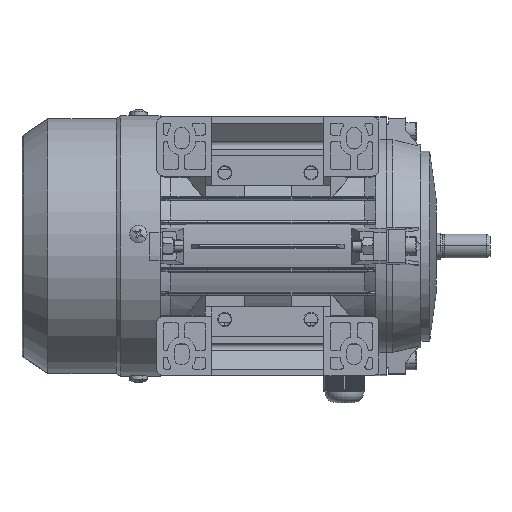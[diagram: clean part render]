
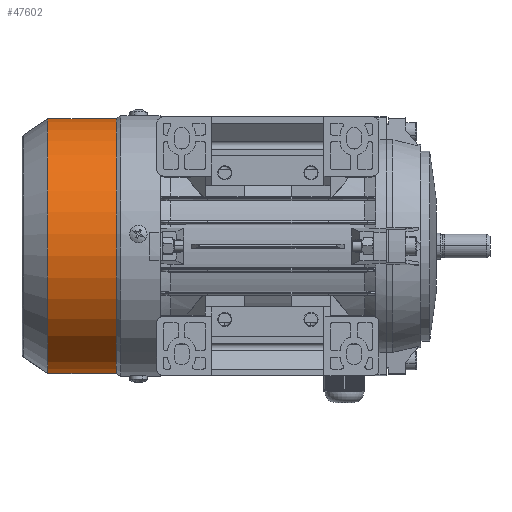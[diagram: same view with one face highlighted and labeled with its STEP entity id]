
A CAD part, front view. The second image highlights one B-rep face of the part: STEP entity #47602.
In plain terms, the highlighted cylindrical face has radius 59.3 mm (diameter 118.6 mm), a partial arc.
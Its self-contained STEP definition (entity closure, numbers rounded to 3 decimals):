
#45594 = VERTEX_POINT ( 'NONE', #56827 ) ;
#45595 = VERTEX_POINT ( 'NONE', #56825 ) ;
#45681 = EDGE_CURVE ( 'NONE', #45595, #45713, #57130, .T. ) ;
#45686 = EDGE_CURVE ( 'NONE', #45594, #45712, #57123, .T. ) ;
#45712 = VERTEX_POINT ( 'NONE', #57196 ) ;
#45713 = VERTEX_POINT ( 'NONE', #57195 ) ;
#47583 = ORIENTED_EDGE ( 'NONE', *, *, #47584, .F. ) ;
#47584 = EDGE_CURVE ( 'NONE', #45713, #45712, #61704, .T. ) ;
#47601 = EDGE_CURVE ( 'NONE', #45595, #45594, #61769, .T. ) ;
#47602 = ADVANCED_FACE ( 'NONE', ( #61764 ), #61763, .T. ) ;
#47603 = EDGE_LOOP ( 'NONE', ( #47604, #47605, #47606, #47583 ) ) ;
#47604 = ORIENTED_EDGE ( 'NONE', *, *, #45681, .F. ) ;
#47605 = ORIENTED_EDGE ( 'NONE', *, *, #47601, .T. ) ;
#47606 = ORIENTED_EDGE ( 'NONE', *, *, #45686, .T. ) ;
#56825 = CARTESIAN_POINT ( 'NONE',  ( 52., 0., -59.3 ) ) ;
#56827 = CARTESIAN_POINT ( 'NONE',  ( 52., 0., 59.3 ) ) ;
#57117 = DIRECTION ( 'NONE',  ( -1., 0., 0. ) ) ;
#57118 = VECTOR ( 'NONE', #57117, 1000. ) ;
#57121 = CARTESIAN_POINT ( 'NONE',  ( 0., 0., 59.3 ) ) ;
#57123 = LINE ( 'NONE', #57121, #57118 ) ;
#57125 = DIRECTION ( 'NONE',  ( -1., 0., 0. ) ) ;
#57126 = VECTOR ( 'NONE', #57125, 1000. ) ;
#57128 = CARTESIAN_POINT ( 'NONE',  ( 0., 0., -59.3 ) ) ;
#57130 = LINE ( 'NONE', #57128, #57126 ) ;
#57195 = CARTESIAN_POINT ( 'NONE',  ( 20.3, 0., -59.3 ) ) ;
#57196 = CARTESIAN_POINT ( 'NONE',  ( 20.3, 0., 59.3 ) ) ;
#61650 = CARTESIAN_POINT ( 'NONE',  ( 52., 0., 0. ) ) ;
#61699 = DIRECTION ( 'NONE',  ( 0., 0., 1. ) ) ;
#61700 = DIRECTION ( 'NONE',  ( -1., 0., 0. ) ) ;
#61701 = CARTESIAN_POINT ( 'NONE',  ( 20.3, 0., 0. ) ) ;
#61702 = AXIS2_PLACEMENT_3D ( 'NONE', #61701, #61700, #61699 ) ;
#61704 = CIRCLE ( 'NONE', #61702, 59.3 ) ;
#61753 = DIRECTION ( 'NONE',  ( 0., 0., 1. ) ) ;
#61754 = DIRECTION ( 'NONE',  ( -1., 0., 0. ) ) ;
#61755 = CARTESIAN_POINT ( 'NONE',  ( 0., 0., 0. ) ) ;
#61756 = AXIS2_PLACEMENT_3D ( 'NONE', #61755, #61754, #61753 ) ;
#61763 = CYLINDRICAL_SURFACE ( 'NONE', #61756, 59.3 ) ;
#61764 = FACE_OUTER_BOUND ( 'NONE', #47603, .T. ) ;
#61765 = DIRECTION ( 'NONE',  ( 0., 0., 1. ) ) ;
#61766 = DIRECTION ( 'NONE',  ( -1., 0., 0. ) ) ;
#61767 = AXIS2_PLACEMENT_3D ( 'NONE', #61650, #61766, #61765 ) ;
#61769 = CIRCLE ( 'NONE', #61767, 59.3 ) ;
